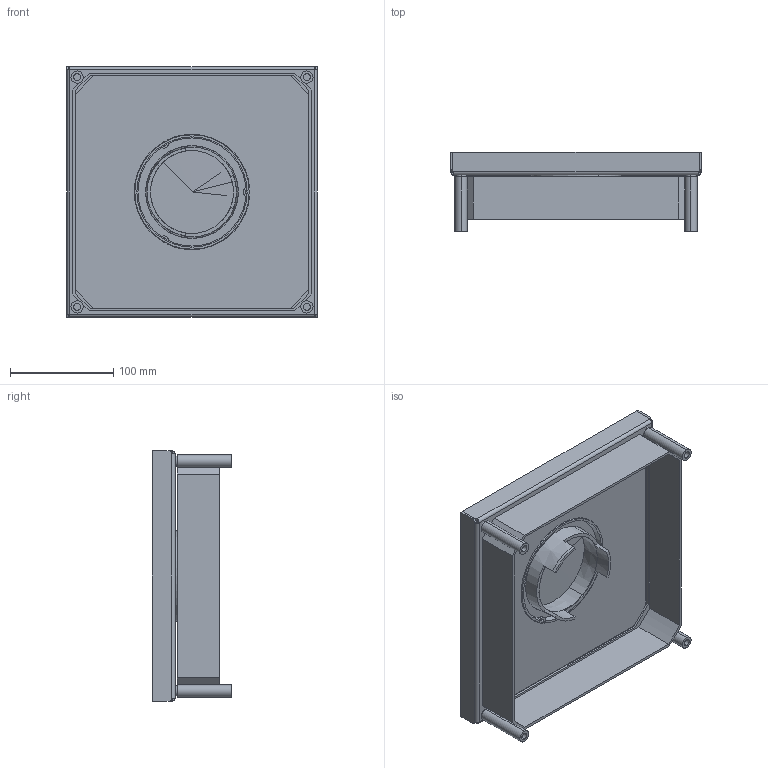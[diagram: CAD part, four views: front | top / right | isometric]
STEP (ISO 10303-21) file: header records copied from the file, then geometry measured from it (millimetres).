
FILE_DESCRIPTION((''),'2;1');
FILE_NAME('EKQ120TM15_ASM','2024-02-29T10:01:24',('goergem'),(''),'CREO PARAMETRIC BY PTC INC, 2022281','CREO PARAMETRIC BY PTC INC, 2022281','');
FILE_SCHEMA(('AUTOMOTIVE_DESIGN { 1 0 10303 214 1 1 1 1 }'));
Length unit declared in the file: millimetre
Products named in the file (12): T-00626_1; T-00632_1; T-00625_1; T-00823_ASM_1_ASM; T-00614_1; T-00721GEN_1; T-00720GEN_1; T-G00076_1; T-00791GEN_ASM_1_ASM; T-00870_ASM_1_ASM; T-00943_ASM_1_ASM; EKQ120TM15_ASM
Assembly tree (14 placements, depth 5):
  EKQ120TM15_ASM
    T-00943_ASM_1_ASM
      T-00823_ASM_1_ASM
        T-00626_1
        T-00632_1  x4
        T-00625_1
      T-00870_ASM_1_ASM
        T-00614_1
        T-00791GEN_ASM_1_ASM
          T-00721GEN_1
          T-00720GEN_1
          T-G00076_1
Bounding box: 243 x 77 x 243 mm (x, y, z)
Volume: 349651.3 mm3; surface area: 333100.2 mm2
Topology: 10 solids, 10 shells, 241 faces, 584 edges, 374 vertices
Faces by surface type: plane 138, cylinder 93, cone 10
Entity records: 9650 total; most frequent: DIRECTION 1366, CARTESIAN_POINT 1232, ORIENTED_EDGE 1020, EDGE_CURVE 510, AXIS2_PLACEMENT_3D 505, VERTEX_POINT 326, PRESENTATION_STYLE_ASSIGNMENT 325, STYLED_ITEM 325
